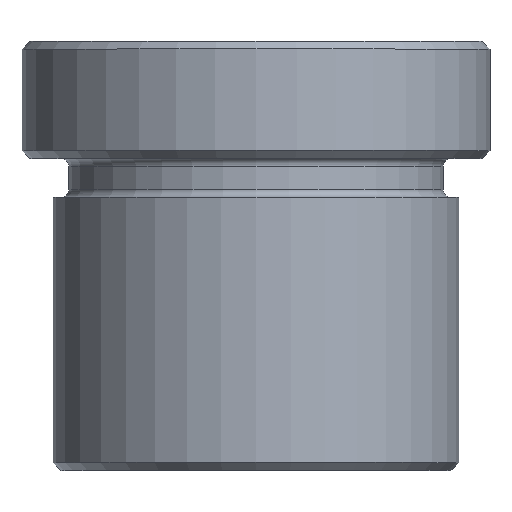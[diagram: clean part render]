
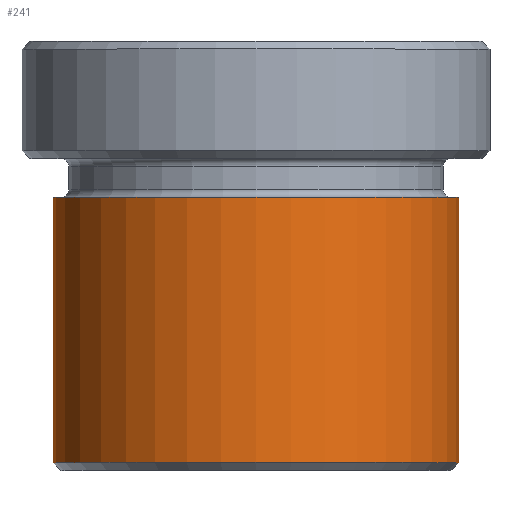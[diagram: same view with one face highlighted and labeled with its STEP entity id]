
A CAD part, top view. The second image highlights one B-rep face of the part: STEP entity #241.
In plain terms, the highlighted cylindrical face has radius 26 mm (diameter 52 mm), a full revolution.
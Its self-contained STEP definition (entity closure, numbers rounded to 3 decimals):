
#27=CYLINDRICAL_SURFACE('',#295,26.);
#39=FACE_OUTER_BOUND('',#57,.T.);
#57=EDGE_LOOP('',(#203,#204,#205,#206,#207));
#70=LINE('',#450,#79);
#79=VECTOR('',#373,26.);
#95=CIRCLE('',#293,26.);
#96=CIRCLE('',#294,26.);
#97=CIRCLE('',#296,26.);
#119=VERTEX_POINT('',#442);
#120=VERTEX_POINT('',#443);
#121=VERTEX_POINT('',#448);
#147=EDGE_CURVE('',#119,#120,#95,.T.);
#148=EDGE_CURVE('',#120,#119,#96,.T.);
#150=EDGE_CURVE('',#121,#121,#97,.T.);
#151=EDGE_CURVE('',#121,#120,#70,.T.);
#203=ORIENTED_EDGE('',*,*,#150,.F.);
#204=ORIENTED_EDGE('',*,*,#151,.T.);
#205=ORIENTED_EDGE('',*,*,#147,.F.);
#206=ORIENTED_EDGE('',*,*,#148,.F.);
#207=ORIENTED_EDGE('',*,*,#151,.F.);
#241=ADVANCED_FACE('',(#39),#27,.T.);
#293=AXIS2_PLACEMENT_3D('',#444,#364,#365);
#294=AXIS2_PLACEMENT_3D('',#445,#366,#367);
#295=AXIS2_PLACEMENT_3D('',#447,#369,#370);
#296=AXIS2_PLACEMENT_3D('',#449,#371,#372);
#364=DIRECTION('center_axis',(0.,-1.,0.));
#365=DIRECTION('ref_axis',(1.,0.,0.));
#366=DIRECTION('center_axis',(0.,-1.,0.));
#367=DIRECTION('ref_axis',(1.,0.,0.));
#369=DIRECTION('center_axis',(0.,1.,0.));
#370=DIRECTION('ref_axis',(-1.,0.,0.));
#371=DIRECTION('center_axis',(0.,1.,0.));
#372=DIRECTION('ref_axis',(1.,0.,0.));
#373=DIRECTION('',(0.,-1.,0.));
#442=CARTESIAN_POINT('',(-26.,1.,0.));
#443=CARTESIAN_POINT('',(26.,1.,0.));
#444=CARTESIAN_POINT('Origin',(0.,1.,0.));
#445=CARTESIAN_POINT('Origin',(0.,1.,0.));
#447=CARTESIAN_POINT('Origin',(0.,17.5,0.));
#448=CARTESIAN_POINT('',(26.,35.,0.));
#449=CARTESIAN_POINT('Origin',(0.,35.,0.));
#450=CARTESIAN_POINT('',(26.,17.5,0.));
